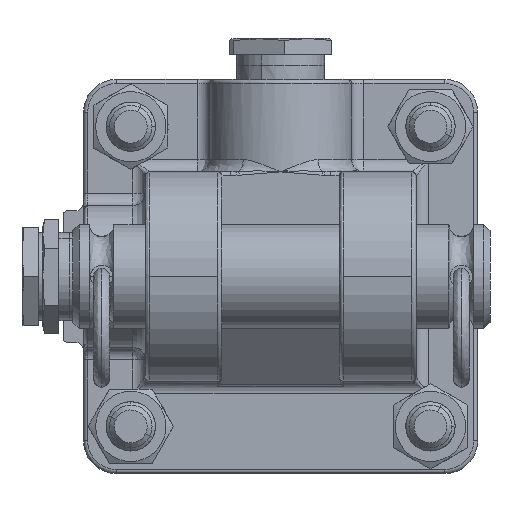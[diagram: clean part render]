
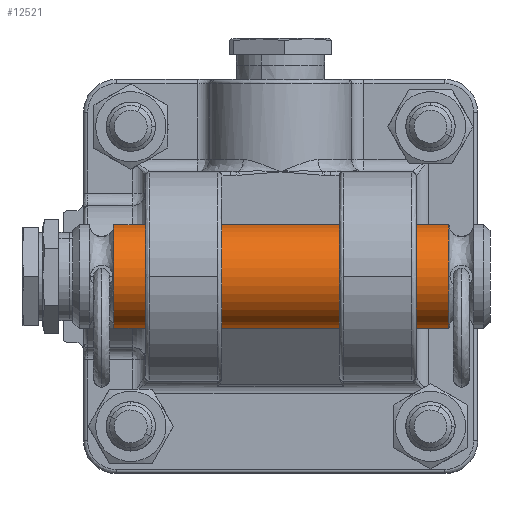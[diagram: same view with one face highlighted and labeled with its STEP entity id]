
A CAD part, left-side view. The second image highlights one B-rep face of the part: STEP entity #12521.
In plain terms, the highlighted cylindrical face has radius 12.65 mm (diameter 25.3 mm), a partial arc.
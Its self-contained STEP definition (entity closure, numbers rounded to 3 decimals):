
#803 = AXIS2_PLACEMENT_3D ( 'NONE', #24522, #957, #20924 ) ;
#957 = DIRECTION ( 'NONE',  ( 1., 0., 0. ) ) ;
#1281 = ORIENTED_EDGE ( 'NONE', *, *, #19774, .T. ) ;
#1434 = DIRECTION ( 'NONE',  ( 1., 0., 0. ) ) ;
#2181 = ORIENTED_EDGE ( 'NONE', *, *, #6282, .T. ) ;
#3966 = DIRECTION ( 'NONE',  ( -1., 0., 0. ) ) ;
#5756 = VERTEX_POINT ( 'NONE', #6191 ) ;
#5860 = VECTOR ( 'NONE', #17710, 1000. ) ;
#6191 = CARTESIAN_POINT ( 'NONE',  ( 10., 0., 12.65 ) ) ;
#6282 = EDGE_CURVE ( 'NONE', #19469, #13363, #18186, .T. ) ;
#6483 = AXIS2_PLACEMENT_3D ( 'NONE', #38208, #32032, #19201 ) ;
#8826 = EDGE_CURVE ( 'NONE', #28452, #19469, #31253, .T. ) ;
#10481 = DIRECTION ( 'NONE',  ( 0., 0., -1. ) ) ;
#11480 = CARTESIAN_POINT ( 'NONE',  ( 10., 0., -12.65 ) ) ;
#11623 = CARTESIAN_POINT ( 'NONE',  ( 91.6, 0., 12.65 ) ) ;
#12521 = ADVANCED_FACE ( 'NONE', ( #32423 ), #12789, .T. ) ;
#12789 = CYLINDRICAL_SURFACE ( 'NONE', #803, 12.65 ) ;
#12871 = CIRCLE ( 'NONE', #6483, 12.65 ) ;
#13363 = VERTEX_POINT ( 'NONE', #42009 ) ;
#14761 = DIRECTION ( 'NONE',  ( 0., 0., -1. ) ) ;
#15832 = AXIS2_PLACEMENT_3D ( 'NONE', #30856, #37762, #31153 ) ;
#17292 = CARTESIAN_POINT ( 'NONE',  ( 10., -12.65, 0. ) ) ;
#17400 = ORIENTED_EDGE ( 'NONE', *, *, #8826, .T. ) ;
#17562 = ORIENTED_EDGE ( 'NONE', *, *, #23703, .T. ) ;
#17615 = ORIENTED_EDGE ( 'NONE', *, *, #19481, .T. ) ;
#17710 = DIRECTION ( 'NONE',  ( 1., 0., 0. ) ) ;
#18003 = AXIS2_PLACEMENT_3D ( 'NONE', #26953, #3966, #10481 ) ;
#18186 = CIRCLE ( 'NONE', #18003, 12.65 ) ;
#19201 = DIRECTION ( 'NONE',  ( 0., 0., -1. ) ) ;
#19414 = CARTESIAN_POINT ( 'NONE',  ( 10., 0., 12.65 ) ) ;
#19469 = VERTEX_POINT ( 'NONE', #37386 ) ;
#19481 = EDGE_CURVE ( 'NONE', #5756, #23941, #24142, .T. ) ;
#19774 = EDGE_CURVE ( 'NONE', #13363, #40295, #34949, .T. ) ;
#20924 = DIRECTION ( 'NONE',  ( 0., 0., -1. ) ) ;
#22862 = DIRECTION ( 'NONE',  ( 1., 0., 0. ) ) ;
#23703 = EDGE_CURVE ( 'NONE', #23941, #28452, #12871, .T. ) ;
#23941 = VERTEX_POINT ( 'NONE', #17292 ) ;
#24142 = CIRCLE ( 'NONE', #41515, 12.65 ) ;
#24187 = EDGE_LOOP ( 'NONE', ( #28046, #17615, #17562, #17400, #2181, #1281 ) ) ;
#24522 = CARTESIAN_POINT ( 'NONE',  ( 10., 0., 0. ) ) ;
#25469 = CARTESIAN_POINT ( 'NONE',  ( 10., 0., -12.65 ) ) ;
#26953 = CARTESIAN_POINT ( 'NONE',  ( 91.6, 0., 0. ) ) ;
#28046 = ORIENTED_EDGE ( 'NONE', *, *, #33331, .F. ) ;
#28452 = VERTEX_POINT ( 'NONE', #25469 ) ;
#29222 = LINE ( 'NONE', #19414, #40094 ) ;
#30856 = CARTESIAN_POINT ( 'NONE',  ( 91.6, 0., 0. ) ) ;
#31153 = DIRECTION ( 'NONE',  ( 0., 0., -1. ) ) ;
#31253 = LINE ( 'NONE', #11480, #5860 ) ;
#32032 = DIRECTION ( 'NONE',  ( 1., 0., 0. ) ) ;
#32423 = FACE_OUTER_BOUND ( 'NONE', #24187, .T. ) ;
#33331 = EDGE_CURVE ( 'NONE', #5756, #40295, #29222, .T. ) ;
#34521 = CARTESIAN_POINT ( 'NONE',  ( 10., 0., 0. ) ) ;
#34949 = CIRCLE ( 'NONE', #15832, 12.65 ) ;
#37386 = CARTESIAN_POINT ( 'NONE',  ( 91.6, 0., -12.65 ) ) ;
#37762 = DIRECTION ( 'NONE',  ( -1., 0., 0. ) ) ;
#38208 = CARTESIAN_POINT ( 'NONE',  ( 10., 0., 0. ) ) ;
#40094 = VECTOR ( 'NONE', #22862, 1000. ) ;
#40295 = VERTEX_POINT ( 'NONE', #11623 ) ;
#41515 = AXIS2_PLACEMENT_3D ( 'NONE', #34521, #1434, #14761 ) ;
#42009 = CARTESIAN_POINT ( 'NONE',  ( 91.6, -12.65, 0. ) ) ;
